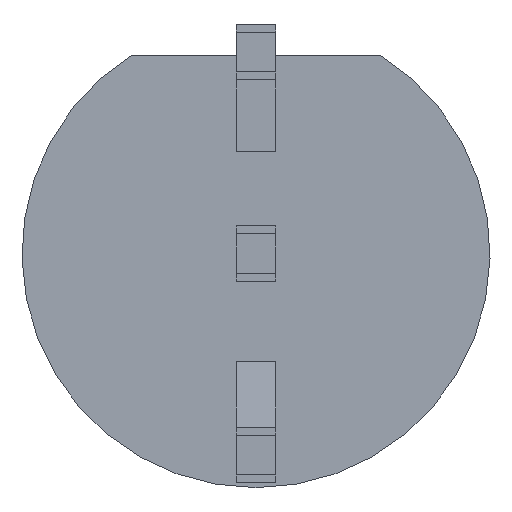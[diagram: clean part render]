
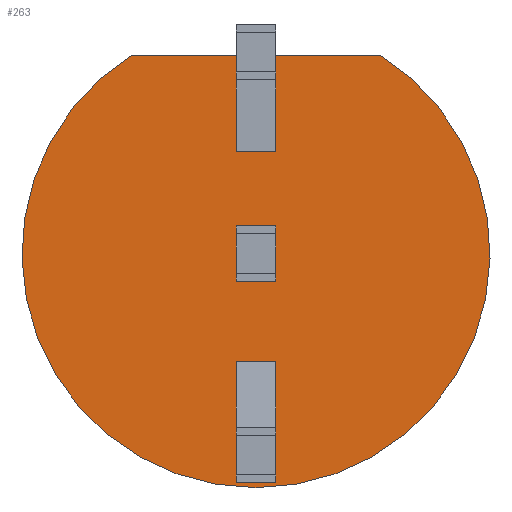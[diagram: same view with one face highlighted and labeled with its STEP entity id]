
A CAD part, front view. The second image highlights one B-rep face of the part: STEP entity #263.
In plain terms, the highlighted planar face has unit normal (0, -1, 0).
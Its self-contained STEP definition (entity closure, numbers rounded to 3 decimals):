
#213 = VERTEX_POINT ( 'NONE', #3441 ) ;
#214 = ORIENTED_EDGE ( 'NONE', *, *, #246, .T. ) ;
#215 = ORIENTED_EDGE ( 'NONE', *, *, #2704, .F. ) ;
#216 = ORIENTED_EDGE ( 'NONE', *, *, #270, .F. ) ;
#242 = ORIENTED_EDGE ( 'NONE', *, *, #262, .T. ) ;
#243 = EDGE_CURVE ( 'NONE', #213, #244, #3466, .T. ) ;
#244 = VERTEX_POINT ( 'NONE', #3463 ) ;
#246 = EDGE_CURVE ( 'NONE', #244, #326, #3517, .T. ) ;
#248 = ORIENTED_EDGE ( 'NONE', *, *, #249, .F. ) ;
#249 = EDGE_CURVE ( 'NONE', #258, #326, #3513, .T. ) ;
#250 = EDGE_LOOP ( 'NONE', ( #327, #261, #215 ) ) ;
#253 = VERTEX_POINT ( 'NONE', #3509 ) ;
#254 = VERTEX_POINT ( 'NONE', #3508 ) ;
#255 = EDGE_CURVE ( 'NONE', #254, #2705, #3507, .T. ) ;
#256 = EDGE_LOOP ( 'NONE', ( #278, #283, #275, #323 ) ) ;
#257 = EDGE_CURVE ( 'NONE', #213, #258, #3503, .T. ) ;
#258 = VERTEX_POINT ( 'NONE', #3499 ) ;
#259 = ORIENTED_EDGE ( 'NONE', *, *, #243, .T. ) ;
#261 = ORIENTED_EDGE ( 'NONE', *, *, #255, .T. ) ;
#262 = EDGE_CURVE ( 'NONE', #4145, #277, #3496, .T. ) ;
#263 = ADVANCED_FACE ( 'NONE', ( #3492, #3491, #3490, #3489 ), #3538, .F. ) ;
#265 = EDGE_LOOP ( 'NONE', ( #273, #242, #216, #266 ) ) ;
#266 = ORIENTED_EDGE ( 'NONE', *, *, #267, .F. ) ;
#267 = EDGE_CURVE ( 'NONE', #3899, #271, #3537, .T. ) ;
#268 = EDGE_LOOP ( 'NONE', ( #272, #259, #214, #248 ) ) ;
#269 = EDGE_CURVE ( 'NONE', #254, #2698, #3528, .T. ) ;
#270 = EDGE_CURVE ( 'NONE', #271, #277, #3523, .T. ) ;
#271 = VERTEX_POINT ( 'NONE', #3519 ) ;
#272 = ORIENTED_EDGE ( 'NONE', *, *, #257, .F. ) ;
#273 = ORIENTED_EDGE ( 'NONE', *, *, #4024, .T. ) ;
#275 = ORIENTED_EDGE ( 'NONE', *, *, #276, .F. ) ;
#276 = EDGE_CURVE ( 'NONE', #253, #285, #3571, .T. ) ;
#277 = VERTEX_POINT ( 'NONE', #3567 ) ;
#278 = ORIENTED_EDGE ( 'NONE', *, *, #279, .T. ) ;
#279 = EDGE_CURVE ( 'NONE', #280, #281, #3566, .T. ) ;
#280 = VERTEX_POINT ( 'NONE', #3562 ) ;
#281 = VERTEX_POINT ( 'NONE', #3561 ) ;
#283 = ORIENTED_EDGE ( 'NONE', *, *, #284, .T. ) ;
#284 = EDGE_CURVE ( 'NONE', #281, #285, #3556, .T. ) ;
#285 = VERTEX_POINT ( 'NONE', #3551 ) ;
#323 = ORIENTED_EDGE ( 'NONE', *, *, #6054, .F. ) ;
#326 = VERTEX_POINT ( 'NONE', #3833 ) ;
#327 = ORIENTED_EDGE ( 'NONE', *, *, #269, .F. ) ;
#2698 = VERTEX_POINT ( 'NONE', #8329 ) ;
#2704 = EDGE_CURVE ( 'NONE', #2698, #2705, #8407, .T. ) ;
#2705 = VERTEX_POINT ( 'NONE', #8402 ) ;
#3441 = CARTESIAN_POINT ( 'NONE',  ( 0.25, -1., -1.86 ) ) ;
#3446 = CARTESIAN_POINT ( 'NONE',  ( 0.25, -1., -1.86 ) ) ;
#3463 = CARTESIAN_POINT ( 'NONE',  ( -0.25, -1., -1.86 ) ) ;
#3464 = DIRECTION ( 'NONE',  ( -1., 0., 0. ) ) ;
#3465 = VECTOR ( 'NONE', #3464, 1000. ) ;
#3466 = LINE ( 'NONE', #3446, #3465 ) ;
#3489 = FACE_BOUND ( 'NONE', #256, .T. ) ;
#3490 = FACE_OUTER_BOUND ( 'NONE', #250, .T. ) ;
#3491 = FACE_BOUND ( 'NONE', #268, .T. ) ;
#3492 = FACE_BOUND ( 'NONE', #265, .T. ) ;
#3493 = DIRECTION ( 'NONE',  ( -1., 0., 0. ) ) ;
#3494 = VECTOR ( 'NONE', #3493, 1000. ) ;
#3495 = CARTESIAN_POINT ( 'NONE',  ( 0.25, -1., -0.25 ) ) ;
#3496 = LINE ( 'NONE', #3495, #3494 ) ;
#3499 = CARTESIAN_POINT ( 'NONE',  ( 0.25, -1., -1.36 ) ) ;
#3500 = DIRECTION ( 'NONE',  ( 0., 0., 1. ) ) ;
#3501 = VECTOR ( 'NONE', #3500, 1000. ) ;
#3502 = CARTESIAN_POINT ( 'NONE',  ( 0.25, -1., 0.789 ) ) ;
#3503 = LINE ( 'NONE', #3502, #3501 ) ;
#3504 = DIRECTION ( 'NONE',  ( -1., 0., 0. ) ) ;
#3505 = VECTOR ( 'NONE', #3504, 1000. ) ;
#3506 = CARTESIAN_POINT ( 'NONE',  ( -6.389, -1., 2.5 ) ) ;
#3507 = LINE ( 'NONE', #3506, #3505 ) ;
#3508 = CARTESIAN_POINT ( 'NONE',  ( 1.566, -1., 2.5 ) ) ;
#3509 = CARTESIAN_POINT ( 'NONE',  ( 0.25, -1., 1.79 ) ) ;
#3510 = DIRECTION ( 'NONE',  ( -1., 0., 0. ) ) ;
#3511 = VECTOR ( 'NONE', #3510, 1000. ) ;
#3512 = CARTESIAN_POINT ( 'NONE',  ( 0.25, -1., -1.36 ) ) ;
#3513 = LINE ( 'NONE', #3512, #3511 ) ;
#3514 = DIRECTION ( 'NONE',  ( 0., 0., 1. ) ) ;
#3515 = VECTOR ( 'NONE', #3514, 1000. ) ;
#3516 = CARTESIAN_POINT ( 'NONE',  ( -0.25, -1., 0.789 ) ) ;
#3517 = LINE ( 'NONE', #3516, #3515 ) ;
#3519 = CARTESIAN_POINT ( 'NONE',  ( -0.25, -1., 0.25 ) ) ;
#3520 = DIRECTION ( 'NONE',  ( 0., 0., -1. ) ) ;
#3521 = VECTOR ( 'NONE', #3520, 1000. ) ;
#3522 = CARTESIAN_POINT ( 'NONE',  ( -0.25, -1., 0.25 ) ) ;
#3523 = LINE ( 'NONE', #3522, #3521 ) ;
#3524 = DIRECTION ( 'NONE',  ( 0., 0., 1. ) ) ;
#3525 = DIRECTION ( 'NONE',  ( 0., 1., 0. ) ) ;
#3526 = CARTESIAN_POINT ( 'NONE',  ( 0., -1., 0. ) ) ;
#3527 = AXIS2_PLACEMENT_3D ( 'NONE', #3526, #3525, #3524 ) ;
#3528 = CIRCLE ( 'NONE', #3527, 2.95 ) ;
#3529 = DIRECTION ( 'NONE',  ( -1., 0., 0. ) ) ;
#3530 = VECTOR ( 'NONE', #3529, 1000. ) ;
#3531 = CARTESIAN_POINT ( 'NONE',  ( 0.25, -1., 0.25 ) ) ;
#3533 = DIRECTION ( 'NONE',  ( 0., 0., 1. ) ) ;
#3534 = DIRECTION ( 'NONE',  ( 0., 1., 0. ) ) ;
#3535 = CARTESIAN_POINT ( 'NONE',  ( -6.389, -1., -0.225 ) ) ;
#3536 = AXIS2_PLACEMENT_3D ( 'NONE', #3535, #3534, #3533 ) ;
#3537 = LINE ( 'NONE', #3531, #3530 ) ;
#3538 = PLANE ( 'NONE',  #3536 ) ;
#3551 = CARTESIAN_POINT ( 'NONE',  ( -0.25, -1., 1.79 ) ) ;
#3553 = DIRECTION ( 'NONE',  ( 0., 0., 1. ) ) ;
#3554 = VECTOR ( 'NONE', #3553, 1000. ) ;
#3555 = CARTESIAN_POINT ( 'NONE',  ( -0.25, -1., 1.29 ) ) ;
#3556 = LINE ( 'NONE', #3555, #3554 ) ;
#3561 = CARTESIAN_POINT ( 'NONE',  ( -0.25, -1., 1.29 ) ) ;
#3562 = CARTESIAN_POINT ( 'NONE',  ( 0.25, -1., 1.29 ) ) ;
#3563 = DIRECTION ( 'NONE',  ( -1., 0., 0. ) ) ;
#3564 = VECTOR ( 'NONE', #3563, 1000. ) ;
#3565 = CARTESIAN_POINT ( 'NONE',  ( 0.25, -1., 1.29 ) ) ;
#3566 = LINE ( 'NONE', #3565, #3564 ) ;
#3567 = CARTESIAN_POINT ( 'NONE',  ( -0.25, -1., -0.25 ) ) ;
#3568 = DIRECTION ( 'NONE',  ( -1., 0., 0. ) ) ;
#3569 = VECTOR ( 'NONE', #3568, 1000. ) ;
#3570 = CARTESIAN_POINT ( 'NONE',  ( 0.25, -1., 1.79 ) ) ;
#3571 = LINE ( 'NONE', #3570, #3569 ) ;
#3833 = CARTESIAN_POINT ( 'NONE',  ( -0.25, -1., -1.36 ) ) ;
#3899 = VERTEX_POINT ( 'NONE', #8651 ) ;
#4024 = EDGE_CURVE ( 'NONE', #3899, #4145, #8650, .T. ) ;
#4145 = VERTEX_POINT ( 'NONE', #8645 ) ;
#6054 = EDGE_CURVE ( 'NONE', #280, #253, #8848, .T. ) ;
#8329 = CARTESIAN_POINT ( 'NONE',  ( 0., -1., -2.95 ) ) ;
#8402 = CARTESIAN_POINT ( 'NONE',  ( -1.566, -1., 2.5 ) ) ;
#8403 = DIRECTION ( 'NONE',  ( 0., 0., 1. ) ) ;
#8404 = DIRECTION ( 'NONE',  ( 0., 1., 0. ) ) ;
#8405 = CARTESIAN_POINT ( 'NONE',  ( 0., -1., 0. ) ) ;
#8406 = AXIS2_PLACEMENT_3D ( 'NONE', #8405, #8404, #8403 ) ;
#8407 = CIRCLE ( 'NONE', #8406, 2.95 ) ;
#8645 = CARTESIAN_POINT ( 'NONE',  ( 0.25, -1., -0.25 ) ) ;
#8646 = DIRECTION ( 'NONE',  ( 0., 0., -1. ) ) ;
#8648 = VECTOR ( 'NONE', #8646, 1000. ) ;
#8649 = CARTESIAN_POINT ( 'NONE',  ( 0.25, -1., 0.25 ) ) ;
#8650 = LINE ( 'NONE', #8649, #8648 ) ;
#8651 = CARTESIAN_POINT ( 'NONE',  ( 0.25, -1., 0.25 ) ) ;
#8844 = DIRECTION ( 'NONE',  ( 0., 0., 1. ) ) ;
#8845 = VECTOR ( 'NONE', #8844, 1000. ) ;
#8846 = CARTESIAN_POINT ( 'NONE',  ( 0.25, -1., 1.29 ) ) ;
#8848 = LINE ( 'NONE', #8846, #8845 ) ;
